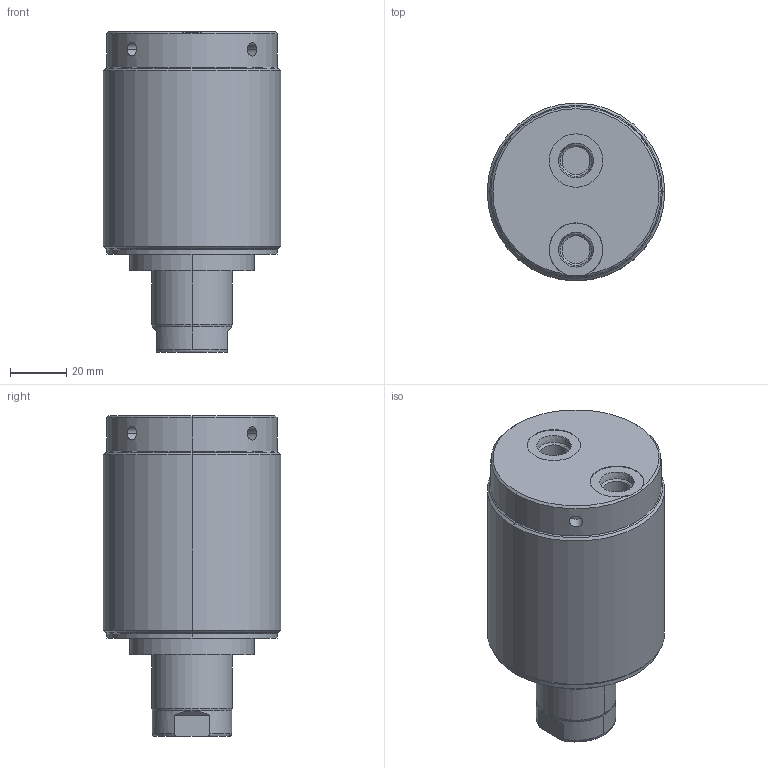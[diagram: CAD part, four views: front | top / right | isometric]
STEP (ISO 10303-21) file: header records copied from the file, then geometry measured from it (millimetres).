
FILE_DESCRIPTION((''),'2;1');
FILE_NAME('ILC20021504','2005-04-06T',('KR'),(''),'PRO/ENGINEER BY PARAMETRIC TECHNOLOGY CORPORATION, 2004290','PRO/ENGINEER BY PARAMETRIC TECHNOLOGY CORPORATION, 2004290','');
FILE_SCHEMA(('AUTOMOTIVE_DESIGN_CC2 { 1 2 10303 214 -1 1 5 2 }'));
Length unit declared in the file: inch
Products named in the file (1): ILC20021504
Bounding box: 63.25 x 63.25 x 114.3 mm (x, y, z)
Volume: 267941.8 mm3; surface area: 39607.9 mm2
Topology: 1 solids, 3 shells, 71 faces, 152 edges, 94 vertices
Faces by surface type: cylinder 33, plane 18, cone 18, torus 2
Entity records: 2867 total; most frequent: CARTESIAN_POINT 470, DIRECTION 358, ORIENTED_EDGE 296, PRESENTATION_STYLE_ASSIGNMENT 173, STYLED_ITEM 155, CURVE_STYLE 152, EDGE_CURVE 152, AXIS2_PLACEMENT_3D 150
